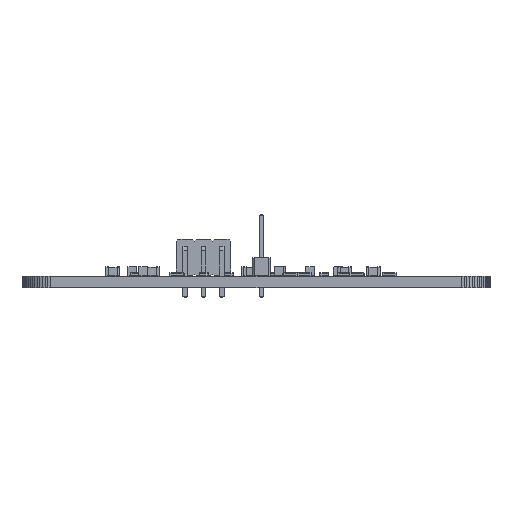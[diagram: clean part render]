
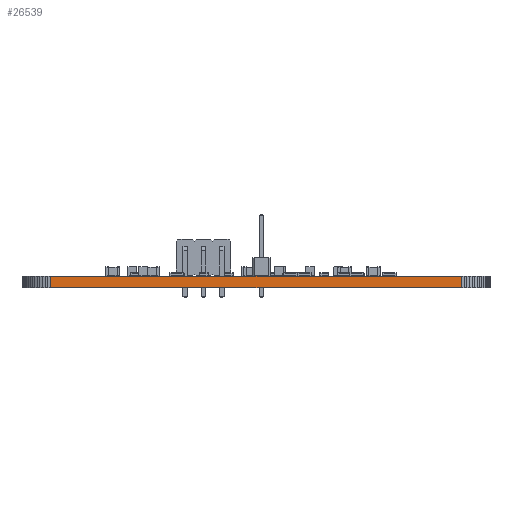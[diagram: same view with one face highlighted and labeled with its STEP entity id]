
A CAD part, left-side view. The second image highlights one B-rep face of the part: STEP entity #26539.
In plain terms, the highlighted planar face has unit normal (-1, 0, 0).
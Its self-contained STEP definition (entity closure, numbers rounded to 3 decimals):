
#18581 = PLANE('',#18582);
#18582 = AXIS2_PLACEMENT_3D('',#18583,#18584,#18585);
#18583 = CARTESIAN_POINT('',(172.5,-99.5,1.58));
#18584 = DIRECTION('',(-0.,-0.,-1.));
#18585 = DIRECTION('',(-1.,0.,0.));
#18635 = PLANE('',#18636);
#18636 = AXIS2_PLACEMENT_3D('',#18637,#18638,#18639);
#18637 = CARTESIAN_POINT('',(172.5,-99.5,0.));
#18638 = DIRECTION('',(-0.,-0.,-1.));
#18639 = DIRECTION('',(-1.,0.,0.));
#20088 = VERTEX_POINT('',#20089);
#20089 = CARTESIAN_POINT('',(135.,-128.,0.));
#20103 = PLANE('',#20104);
#20104 = AXIS2_PLACEMENT_3D('',#20105,#20106,#20107);
#20105 = CARTESIAN_POINT('',(135.019,-128.392,0.));
#20106 = DIRECTION('',(-0.999,-0.049,0.));
#20107 = DIRECTION('',(-0.049,0.999,0.));
#20115 = EDGE_CURVE('',#20088,#20116,#20118,.T.);
#20116 = VERTEX_POINT('',#20117);
#20117 = CARTESIAN_POINT('',(135.,-71.,0.));
#20118 = SURFACE_CURVE('',#20119,(#20123,#20130),.PCURVE_S1.);
#20119 = LINE('',#20120,#20121);
#20120 = CARTESIAN_POINT('',(135.,-128.,0.));
#20121 = VECTOR('',#20122,1.);
#20122 = DIRECTION('',(0.,1.,0.));
#20123 = PCURVE('',#18635,#20124);
#20124 = DEFINITIONAL_REPRESENTATION('',(#20125),#20129);
#20125 = LINE('',#20126,#20127);
#20126 = CARTESIAN_POINT('',(37.5,-28.5));
#20127 = VECTOR('',#20128,1.);
#20128 = DIRECTION('',(0.,1.));
#20129 = ( GEOMETRIC_REPRESENTATION_CONTEXT(2) 
PARAMETRIC_REPRESENTATION_CONTEXT() REPRESENTATION_CONTEXT('2D SPACE',''
  ) );
#20130 = PCURVE('',#20131,#20136);
#20131 = PLANE('',#20132);
#20132 = AXIS2_PLACEMENT_3D('',#20133,#20134,#20135);
#20133 = CARTESIAN_POINT('',(135.,-128.,0.));
#20134 = DIRECTION('',(-1.,0.,0.));
#20135 = DIRECTION('',(0.,1.,0.));
#20136 = DEFINITIONAL_REPRESENTATION('',(#20137),#20141);
#20137 = LINE('',#20138,#20139);
#20138 = CARTESIAN_POINT('',(0.,0.));
#20139 = VECTOR('',#20140,1.);
#20140 = DIRECTION('',(1.,0.));
#20141 = ( GEOMETRIC_REPRESENTATION_CONTEXT(2) 
PARAMETRIC_REPRESENTATION_CONTEXT() REPRESENTATION_CONTEXT('2D SPACE',''
  ) );
#20159 = PLANE('',#20160);
#20160 = AXIS2_PLACEMENT_3D('',#20161,#20162,#20163);
#20161 = CARTESIAN_POINT('',(135.,-71.,0.));
#20162 = DIRECTION('',(-0.999,0.049,0.));
#20163 = DIRECTION('',(0.049,0.999,0.));
#23567 = VERTEX_POINT('',#23568);
#23568 = CARTESIAN_POINT('',(135.,-128.,1.58));
#23589 = EDGE_CURVE('',#23567,#23590,#23592,.T.);
#23590 = VERTEX_POINT('',#23591);
#23591 = CARTESIAN_POINT('',(135.,-71.,1.58));
#23592 = SURFACE_CURVE('',#23593,(#23597,#23604),.PCURVE_S1.);
#23593 = LINE('',#23594,#23595);
#23594 = CARTESIAN_POINT('',(135.,-128.,1.58));
#23595 = VECTOR('',#23596,1.);
#23596 = DIRECTION('',(0.,1.,0.));
#23597 = PCURVE('',#18581,#23598);
#23598 = DEFINITIONAL_REPRESENTATION('',(#23599),#23603);
#23599 = LINE('',#23600,#23601);
#23600 = CARTESIAN_POINT('',(37.5,-28.5));
#23601 = VECTOR('',#23602,1.);
#23602 = DIRECTION('',(0.,1.));
#23603 = ( GEOMETRIC_REPRESENTATION_CONTEXT(2) 
PARAMETRIC_REPRESENTATION_CONTEXT() REPRESENTATION_CONTEXT('2D SPACE',''
  ) );
#23604 = PCURVE('',#20131,#23605);
#23605 = DEFINITIONAL_REPRESENTATION('',(#23606),#23610);
#23606 = LINE('',#23607,#23608);
#23607 = CARTESIAN_POINT('',(0.,-1.58));
#23608 = VECTOR('',#23609,1.);
#23609 = DIRECTION('',(1.,0.));
#23610 = ( GEOMETRIC_REPRESENTATION_CONTEXT(2) 
PARAMETRIC_REPRESENTATION_CONTEXT() REPRESENTATION_CONTEXT('2D SPACE',''
  ) );
#26489 = EDGE_CURVE('',#20116,#23590,#26490,.T.);
#26490 = SURFACE_CURVE('',#26491,(#26495,#26502),.PCURVE_S1.);
#26491 = LINE('',#26492,#26493);
#26492 = CARTESIAN_POINT('',(135.,-71.,0.));
#26493 = VECTOR('',#26494,1.);
#26494 = DIRECTION('',(0.,0.,1.));
#26495 = PCURVE('',#20159,#26496);
#26496 = DEFINITIONAL_REPRESENTATION('',(#26497),#26501);
#26497 = LINE('',#26498,#26499);
#26498 = CARTESIAN_POINT('',(0.,0.));
#26499 = VECTOR('',#26500,1.);
#26500 = DIRECTION('',(0.,-1.));
#26501 = ( GEOMETRIC_REPRESENTATION_CONTEXT(2) 
PARAMETRIC_REPRESENTATION_CONTEXT() REPRESENTATION_CONTEXT('2D SPACE',''
  ) );
#26502 = PCURVE('',#20131,#26503);
#26503 = DEFINITIONAL_REPRESENTATION('',(#26504),#26508);
#26504 = LINE('',#26505,#26506);
#26505 = CARTESIAN_POINT('',(57.,0.));
#26506 = VECTOR('',#26507,1.);
#26507 = DIRECTION('',(0.,-1.));
#26508 = ( GEOMETRIC_REPRESENTATION_CONTEXT(2) 
PARAMETRIC_REPRESENTATION_CONTEXT() REPRESENTATION_CONTEXT('2D SPACE',''
  ) );
#26539 = ADVANCED_FACE('',(#26540),#20131,.T.);
#26540 = FACE_BOUND('',#26541,.T.);
#26541 = EDGE_LOOP('',(#26542,#26563,#26564,#26565));
#26542 = ORIENTED_EDGE('',*,*,#26543,.T.);
#26543 = EDGE_CURVE('',#20088,#23567,#26544,.T.);
#26544 = SURFACE_CURVE('',#26545,(#26549,#26556),.PCURVE_S1.);
#26545 = LINE('',#26546,#26547);
#26546 = CARTESIAN_POINT('',(135.,-128.,0.));
#26547 = VECTOR('',#26548,1.);
#26548 = DIRECTION('',(0.,0.,1.));
#26549 = PCURVE('',#20131,#26550);
#26550 = DEFINITIONAL_REPRESENTATION('',(#26551),#26555);
#26551 = LINE('',#26552,#26553);
#26552 = CARTESIAN_POINT('',(0.,0.));
#26553 = VECTOR('',#26554,1.);
#26554 = DIRECTION('',(0.,-1.));
#26555 = ( GEOMETRIC_REPRESENTATION_CONTEXT(2) 
PARAMETRIC_REPRESENTATION_CONTEXT() REPRESENTATION_CONTEXT('2D SPACE',''
  ) );
#26556 = PCURVE('',#20103,#26557);
#26557 = DEFINITIONAL_REPRESENTATION('',(#26558),#26562);
#26558 = LINE('',#26559,#26560);
#26559 = CARTESIAN_POINT('',(0.393,0.));
#26560 = VECTOR('',#26561,1.);
#26561 = DIRECTION('',(0.,-1.));
#26562 = ( GEOMETRIC_REPRESENTATION_CONTEXT(2) 
PARAMETRIC_REPRESENTATION_CONTEXT() REPRESENTATION_CONTEXT('2D SPACE',''
  ) );
#26563 = ORIENTED_EDGE('',*,*,#23589,.T.);
#26564 = ORIENTED_EDGE('',*,*,#26489,.F.);
#26565 = ORIENTED_EDGE('',*,*,#20115,.F.);
